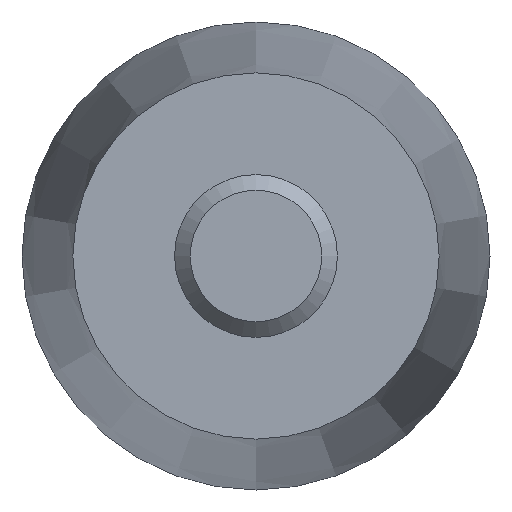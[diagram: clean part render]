
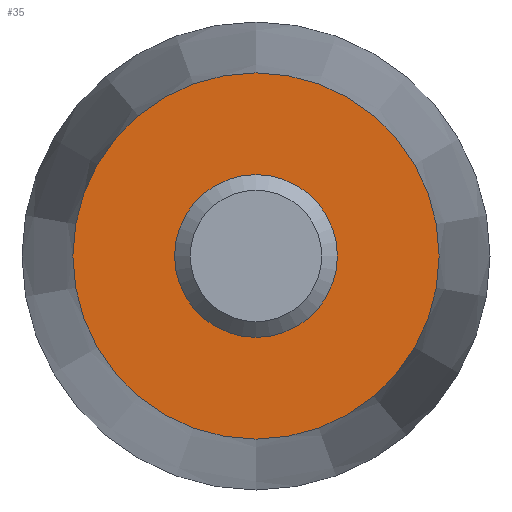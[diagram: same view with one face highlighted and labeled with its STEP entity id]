
A CAD part, front view. The second image highlights one B-rep face of the part: STEP entity #35.
In plain terms, the highlighted planar face has unit normal (0, -1, 0).
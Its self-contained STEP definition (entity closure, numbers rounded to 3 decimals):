
#35 = ADVANCED_FACE( '', ( #69, #70 ), #71, .F. );
#69 = FACE_BOUND( '', #103, .T. );
#70 = FACE_OUTER_BOUND( '', #104, .T. );
#71 = PLANE( '', #105 );
#103 = EDGE_LOOP( '', ( #135 ) );
#104 = EDGE_LOOP( '', ( #136 ) );
#105 = AXIS2_PLACEMENT_3D( '', #137, #138, #139 );
#135 = ORIENTED_EDGE( '', *, *, #170, .F. );
#136 = ORIENTED_EDGE( '', *, *, #171, .T. );
#137 = CARTESIAN_POINT( '', ( 9., 0., 0. ) );
#138 = DIRECTION( '', ( 0., 1., 0. ) );
#139 = DIRECTION( '', ( 0., 0., 1. ) );
#170 = EDGE_CURVE( '', #187, #187, #188, .F. );
#171 = EDGE_CURVE( '', #189, #189, #190, .T. );
#187 = VERTEX_POINT( '', #206 );
#188 = CIRCLE( '', #207, 4. );
#189 = VERTEX_POINT( '', #208 );
#190 = CIRCLE( '', #209, 9. );
#206 = CARTESIAN_POINT( '', ( 0., 0., 4. ) );
#207 = AXIS2_PLACEMENT_3D( '', #225, #226, #227 );
#208 = CARTESIAN_POINT( '', ( 0., 0., -9. ) );
#209 = AXIS2_PLACEMENT_3D( '', #228, #229, #230 );
#225 = CARTESIAN_POINT( '', ( 0., 0., 0. ) );
#226 = DIRECTION( '', ( 0., 1., 0. ) );
#227 = DIRECTION( '', ( 0., 0., 1. ) );
#228 = CARTESIAN_POINT( '', ( 0., 0., 0. ) );
#229 = DIRECTION( '', ( 0., -1., 0. ) );
#230 = DIRECTION( '', ( 0., 0., -1. ) );
